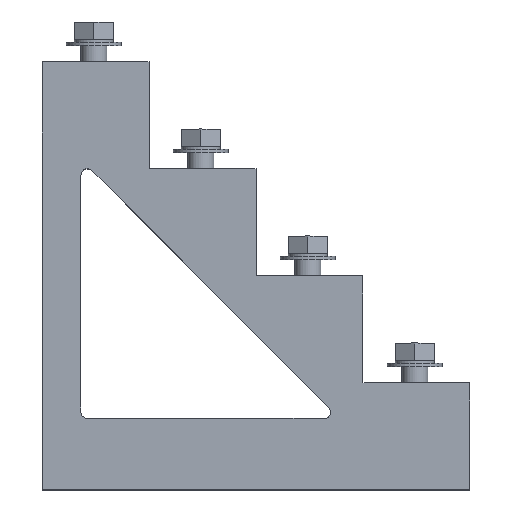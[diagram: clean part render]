
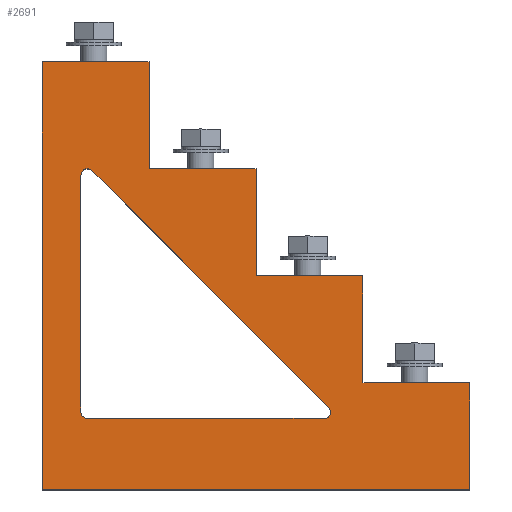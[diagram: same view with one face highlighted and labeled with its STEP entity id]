
A CAD part, top view. The second image highlights one B-rep face of the part: STEP entity #2691.
In plain terms, the highlighted planar face has unit normal (0, 0, 1).
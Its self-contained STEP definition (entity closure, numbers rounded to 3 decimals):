
#14 = ORIENTED_EDGE ( 'NONE', *, *, #1369, .T. ) ;
#63 = CARTESIAN_POINT ( 'NONE',  ( 132., 0., 15. ) ) ;
#134 = LINE ( 'NONE', #632, #2441 ) ;
#136 = EDGE_CURVE ( 'NONE', #2730, #1475, #945, .T. ) ;
#165 = VERTEX_POINT ( 'NONE', #1516 ) ;
#168 = VECTOR ( 'NONE', #2144, 1000. ) ;
#203 = VECTOR ( 'NONE', #2218, 1000. ) ;
#221 = DIRECTION ( 'NONE',  ( 0., 0., 1. ) ) ;
#279 = DIRECTION ( 'NONE',  ( 1., 0., 0. ) ) ;
#322 = VERTEX_POINT ( 'NONE', #2631 ) ;
#325 = EDGE_CURVE ( 'NONE', #2230, #165, #2336, .T. ) ;
#335 = DIRECTION ( 'NONE',  ( 1., 0., 0. ) ) ;
#349 = CARTESIAN_POINT ( 'NONE',  ( 12., 24., 15. ) ) ;
#366 = VERTEX_POINT ( 'NONE', #1390 ) ;
#369 = VECTOR ( 'NONE', #1613, 1000. ) ;
#370 = CARTESIAN_POINT ( 'NONE',  ( 99., 33., 15. ) ) ;
#373 = VERTEX_POINT ( 'NONE', #1011 ) ;
#389 = ORIENTED_EDGE ( 'NONE', *, *, #954, .T. ) ;
#395 = CARTESIAN_POINT ( 'NONE',  ( 66., 66., 15. ) ) ;
#403 = EDGE_CURVE ( 'NONE', #2006, #2230, #724, .T. ) ;
#410 = DIRECTION ( 'NONE',  ( -1., 0., 0. ) ) ;
#420 = CIRCLE ( 'NONE', #1102, 2. ) ;
#438 = LINE ( 'NONE', #1541, #2224 ) ;
#441 = VERTEX_POINT ( 'NONE', #2514 ) ;
#472 = DIRECTION ( 'NONE',  ( 0., 0., 1. ) ) ;
#509 = ORIENTED_EDGE ( 'NONE', *, *, #800, .F. ) ;
#528 = VERTEX_POINT ( 'NONE', #1625 ) ;
#541 = CARTESIAN_POINT ( 'NONE',  ( 132., 33., 15. ) ) ;
#553 = ORIENTED_EDGE ( 'NONE', *, *, #403, .F. ) ;
#584 = ORIENTED_EDGE ( 'NONE', *, *, #325, .F. ) ;
#590 = DIRECTION ( 'NONE',  ( -1., 0., 0. ) ) ;
#632 = CARTESIAN_POINT ( 'NONE',  ( 33., 99., 15. ) ) ;
#652 = CARTESIAN_POINT ( 'NONE',  ( 12., 97., 15. ) ) ;
#665 = CARTESIAN_POINT ( 'NONE',  ( 33., 132., 15. ) ) ;
#692 = DIRECTION ( 'NONE',  ( 0., 0., -1. ) ) ;
#694 = CARTESIAN_POINT ( 'NONE',  ( 99., 33., 15. ) ) ;
#724 = CIRCLE ( 'NONE', #1623, 2. ) ;
#746 = CARTESIAN_POINT ( 'NONE',  ( 0., 132., 15. ) ) ;
#768 = CIRCLE ( 'NONE', #1226, 2. ) ;
#791 = VERTEX_POINT ( 'NONE', #820 ) ;
#800 = EDGE_CURVE ( 'NONE', #366, #373, #420, .T. ) ;
#810 = LINE ( 'NONE', #2001, #2098 ) ;
#813 = FACE_OUTER_BOUND ( 'NONE', #2308, .T. ) ;
#820 = CARTESIAN_POINT ( 'NONE',  ( 132., 0., 15. ) ) ;
#835 = EDGE_CURVE ( 'NONE', #1972, #2730, #1005, .T. ) ;
#839 = EDGE_CURVE ( 'NONE', #373, #2006, #2306, .T. ) ;
#864 = DIRECTION ( 'NONE',  ( 0., -1., 0. ) ) ;
#927 = EDGE_CURVE ( 'NONE', #322, #1116, #2475, .T. ) ;
#929 = EDGE_CURVE ( 'NONE', #791, #1972, #2499, .T. ) ;
#934 = FACE_BOUND ( 'NONE', #2591, .T. ) ;
#945 = LINE ( 'NONE', #2313, #1863 ) ;
#954 = EDGE_CURVE ( 'NONE', #1843, #322, #134, .T. ) ;
#967 = CARTESIAN_POINT ( 'NONE',  ( 14., 22., 15. ) ) ;
#1005 = LINE ( 'NONE', #370, #1951 ) ;
#1011 = CARTESIAN_POINT ( 'NONE',  ( 12., 97., 15. ) ) ;
#1091 = DIRECTION ( 'NONE',  ( -1., 0., 0. ) ) ;
#1102 = AXIS2_PLACEMENT_3D ( 'NONE', #1488, #221, #1699 ) ;
#1114 = DIRECTION ( 'NONE',  ( 0., -1., 0. ) ) ;
#1116 = VERTEX_POINT ( 'NONE', #2117 ) ;
#1121 = EDGE_CURVE ( 'NONE', #1672, #1843, #810, .T. ) ;
#1164 = VECTOR ( 'NONE', #864, 1000. ) ;
#1226 = AXIS2_PLACEMENT_3D ( 'NONE', #1743, #472, #1959 ) ;
#1306 = CARTESIAN_POINT ( 'NONE',  ( 132., 33., 15. ) ) ;
#1320 = VECTOR ( 'NONE', #335, 1000. ) ;
#1322 = CARTESIAN_POINT ( 'NONE',  ( 0., 0., 15. ) ) ;
#1335 = DIRECTION ( 'NONE',  ( -0.707, 0.707, 0. ) ) ;
#1369 = EDGE_CURVE ( 'NONE', #441, #528, #2094, .T. ) ;
#1390 = CARTESIAN_POINT ( 'NONE',  ( 15.414, 98.414, 15. ) ) ;
#1418 = ORIENTED_EDGE ( 'NONE', *, *, #1462, .T. ) ;
#1436 = EDGE_CURVE ( 'NONE', #2206, #366, #438, .T. ) ;
#1462 = EDGE_CURVE ( 'NONE', #528, #791, #2517, .T. ) ;
#1468 = DIRECTION ( 'NONE',  ( 0., 0., 1. ) ) ;
#1475 = VERTEX_POINT ( 'NONE', #1978 ) ;
#1488 = CARTESIAN_POINT ( 'NONE',  ( 14., 97., 15. ) ) ;
#1497 = VECTOR ( 'NONE', #1114, 1000. ) ;
#1516 = CARTESIAN_POINT ( 'NONE',  ( 87., 22., 15. ) ) ;
#1521 = DIRECTION ( 'NONE',  ( 0., 1., 0. ) ) ;
#1533 = PLANE ( 'NONE',  #1788 ) ;
#1541 = CARTESIAN_POINT ( 'NONE',  ( 88.414, 25.414, 15. ) ) ;
#1613 = DIRECTION ( 'NONE',  ( -1., 0., 0. ) ) ;
#1623 = AXIS2_PLACEMENT_3D ( 'NONE', #2510, #1468, #1091 ) ;
#1625 = CARTESIAN_POINT ( 'NONE',  ( 0., 0., 15. ) ) ;
#1672 = VERTEX_POINT ( 'NONE', #2662 ) ;
#1699 = DIRECTION ( 'NONE',  ( 1., 0., 0. ) ) ;
#1734 = CARTESIAN_POINT ( 'NONE',  ( 0., 0., 15. ) ) ;
#1743 = CARTESIAN_POINT ( 'NONE',  ( 87., 24., 15. ) ) ;
#1788 = AXIS2_PLACEMENT_3D ( 'NONE', #1322, #692, #2159 ) ;
#1843 = VERTEX_POINT ( 'NONE', #2390 ) ;
#1863 = VECTOR ( 'NONE', #2516, 1000. ) ;
#1951 = VECTOR ( 'NONE', #590, 1000. ) ;
#1959 = DIRECTION ( 'NONE',  ( 1., 0., 0. ) ) ;
#1965 = VECTOR ( 'NONE', #279, 1000. ) ;
#1972 = VERTEX_POINT ( 'NONE', #541 ) ;
#1978 = CARTESIAN_POINT ( 'NONE',  ( 99., 66., 15. ) ) ;
#1989 = LINE ( 'NONE', #395, #369 ) ;
#2001 = CARTESIAN_POINT ( 'NONE',  ( 66., 99., 15. ) ) ;
#2006 = VERTEX_POINT ( 'NONE', #349 ) ;
#2051 = ORIENTED_EDGE ( 'NONE', *, *, #2486, .T. ) ;
#2083 = ORIENTED_EDGE ( 'NONE', *, *, #927, .T. ) ;
#2089 = CARTESIAN_POINT ( 'NONE',  ( 14., 22., 15. ) ) ;
#2094 = LINE ( 'NONE', #1734, #1497 ) ;
#2098 = VECTOR ( 'NONE', #2203, 1000. ) ;
#2117 = CARTESIAN_POINT ( 'NONE',  ( 33., 132., 15. ) ) ;
#2144 = DIRECTION ( 'NONE',  ( 0., 1., 0. ) ) ;
#2159 = DIRECTION ( 'NONE',  ( -1., 0., 0. ) ) ;
#2190 = ORIENTED_EDGE ( 'NONE', *, *, #2217, .T. ) ;
#2203 = DIRECTION ( 'NONE',  ( 0., 1., 0. ) ) ;
#2206 = VERTEX_POINT ( 'NONE', #2713 ) ;
#2217 = EDGE_CURVE ( 'NONE', #1475, #1672, #1989, .T. ) ;
#2218 = DIRECTION ( 'NONE',  ( -1., 0., 0. ) ) ;
#2224 = VECTOR ( 'NONE', #1335, 1000. ) ;
#2230 = VERTEX_POINT ( 'NONE', #2089 ) ;
#2247 = ORIENTED_EDGE ( 'NONE', *, *, #1121, .T. ) ;
#2263 = ORIENTED_EDGE ( 'NONE', *, *, #136, .T. ) ;
#2266 = ORIENTED_EDGE ( 'NONE', *, *, #835, .T. ) ;
#2295 = ORIENTED_EDGE ( 'NONE', *, *, #929, .T. ) ;
#2306 = LINE ( 'NONE', #652, #1164 ) ;
#2308 = EDGE_LOOP ( 'NONE', ( #1418, #2295, #2266, #2263, #2190, #2247, #389, #2083, #2051, #14 ) ) ;
#2313 = CARTESIAN_POINT ( 'NONE',  ( 99., 66., 15. ) ) ;
#2324 = ORIENTED_EDGE ( 'NONE', *, *, #839, .F. ) ;
#2336 = LINE ( 'NONE', #967, #1320 ) ;
#2352 = ORIENTED_EDGE ( 'NONE', *, *, #2687, .F. ) ;
#2383 = ORIENTED_EDGE ( 'NONE', *, *, #1436, .F. ) ;
#2390 = CARTESIAN_POINT ( 'NONE',  ( 66., 99., 15. ) ) ;
#2441 = VECTOR ( 'NONE', #410, 1000. ) ;
#2475 = LINE ( 'NONE', #665, #168 ) ;
#2486 = EDGE_CURVE ( 'NONE', #1116, #441, #2738, .T. ) ;
#2499 = LINE ( 'NONE', #1306, #2640 ) ;
#2510 = CARTESIAN_POINT ( 'NONE',  ( 14., 24., 15. ) ) ;
#2514 = CARTESIAN_POINT ( 'NONE',  ( 0., 132., 15. ) ) ;
#2516 = DIRECTION ( 'NONE',  ( 0., 1., 0. ) ) ;
#2517 = LINE ( 'NONE', #63, #1965 ) ;
#2591 = EDGE_LOOP ( 'NONE', ( #2383, #2352, #584, #553, #2324, #509 ) ) ;
#2631 = CARTESIAN_POINT ( 'NONE',  ( 33., 99., 15. ) ) ;
#2640 = VECTOR ( 'NONE', #1521, 1000. ) ;
#2662 = CARTESIAN_POINT ( 'NONE',  ( 66., 66., 15. ) ) ;
#2687 = EDGE_CURVE ( 'NONE', #165, #2206, #768, .T. ) ;
#2691 = ADVANCED_FACE ( 'NONE', ( #934, #813 ), #1533, .F. ) ;
#2713 = CARTESIAN_POINT ( 'NONE',  ( 88.414, 25.414, 15. ) ) ;
#2730 = VERTEX_POINT ( 'NONE', #694 ) ;
#2738 = LINE ( 'NONE', #746, #203 ) ;
